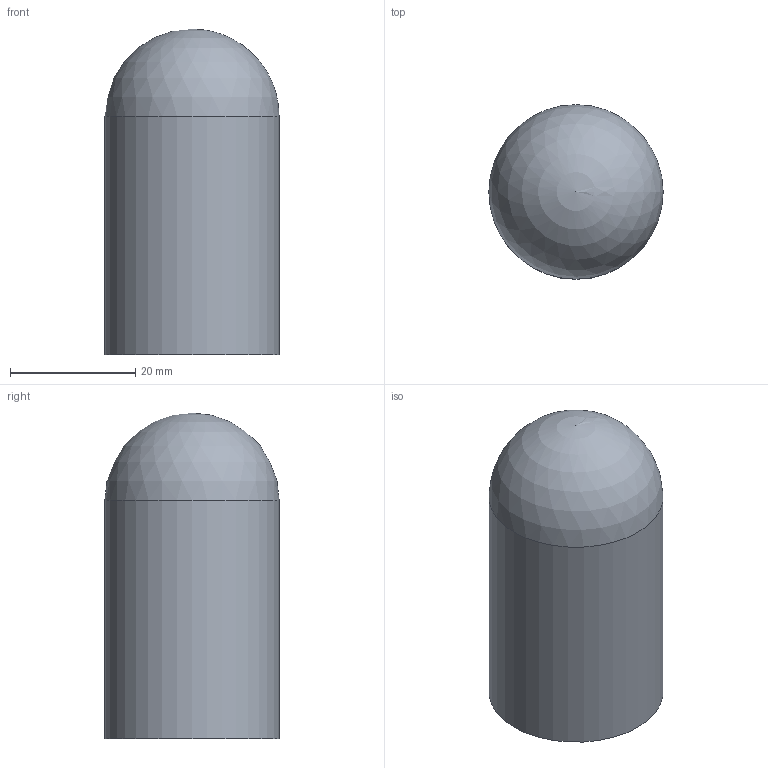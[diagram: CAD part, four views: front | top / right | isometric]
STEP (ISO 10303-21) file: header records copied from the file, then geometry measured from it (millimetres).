
FILE_DESCRIPTION( ( 'Unknown' ), '1' );
FILE_NAME( '7371523.stp', 'Unknown', ( 'Unknown' ), ( 'Unknown' ), 'PSStep 14.0', 'Unknown', ' ' );
FILE_SCHEMA( ( 'AUTOMOTIVE_DESIGN { 1 0 10303 214 1 1 1 1 }' ) );
Length unit declared in the file: millimetre
Products named in the file (1): 1
Bounding box: 27.8 x 27.8 x 52 mm (x, y, z)
Volume: 8271.6 mm3; surface area: 8442.1 mm2
Topology: 1 solids, 1 shells, 5 faces, 10 edges, 6 vertices
Faces by surface type: sphere 2, cylinder 2, plane 1
Full cylindrical faces by diameter (mm): 23.8 x1, 27.8 x1
Entity records: 150 total; most frequent: DIRECTION 20, CARTESIAN_POINT 14, AXIS2_PLACEMENT_3D 10, EDGE_LOOP 8, ORIENTED_EDGE 8, FACE_OUTER_BOUND 7, STYLED_ITEM 5, PRESENTATION_STYLE_ASSIGNMENT 5
